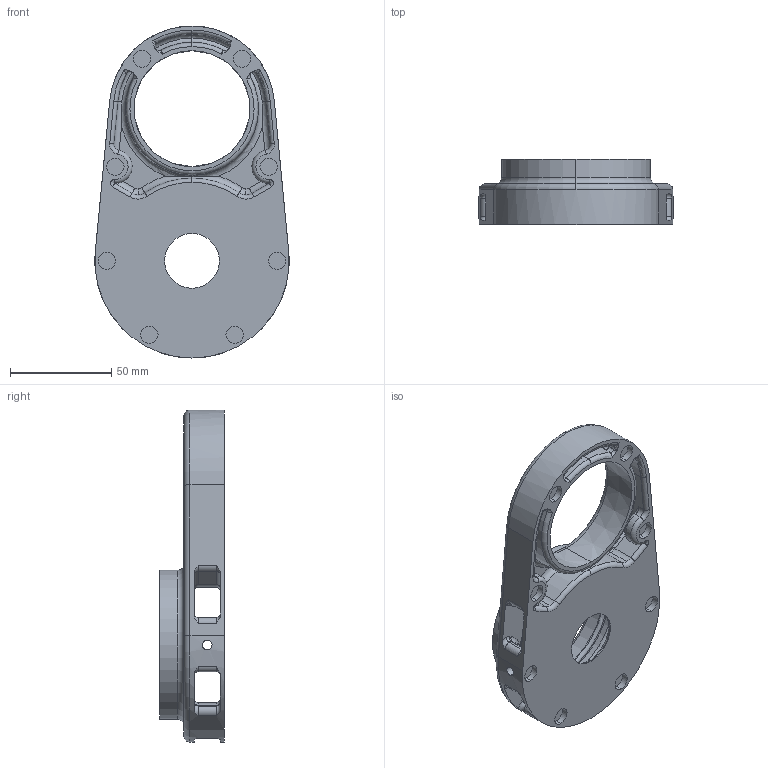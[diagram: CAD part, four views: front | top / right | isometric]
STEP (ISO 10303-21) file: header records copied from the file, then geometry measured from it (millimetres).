
FILE_DESCRIPTION (( 'STEP AP203' ), '1' );
FILE_NAME ('Makita Dust Shoe P1 V1.STEP', '2016-03-01T22:46:02', ( '' ), ( '' ), 'SwSTEP 2.0', 'SolidWorks 2016', '' );
FILE_SCHEMA (( 'CONFIG_CONTROL_DESIGN' ));
Length unit declared in the file: millimetre
Products named in the file (1): Makita Dust Shoe P1 V1
Bounding box: 95.75 x 32 x 163.62 mm (x, y, z)
Volume: 99240.2 mm3; surface area: 51402.7 mm2
Topology: 1 solids, 1 shells, 314 faces, 783 edges, 466 vertices
Faces by surface type: cylinder 121, torus 120, plane 47, bspline 20, cone 4, sphere 2
Entity records: 11139 total; most frequent: CARTESIAN_POINT 3514, DIRECTION 1736, ORIENTED_EDGE 1546, EDGE_CURVE 773, AXIS2_PLACEMENT_3D 766, CIRCLE 471, VERTEX_POINT 464, EDGE_LOOP 339
